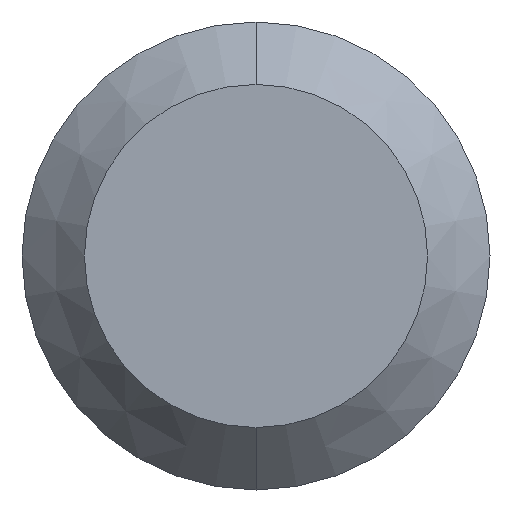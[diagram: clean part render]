
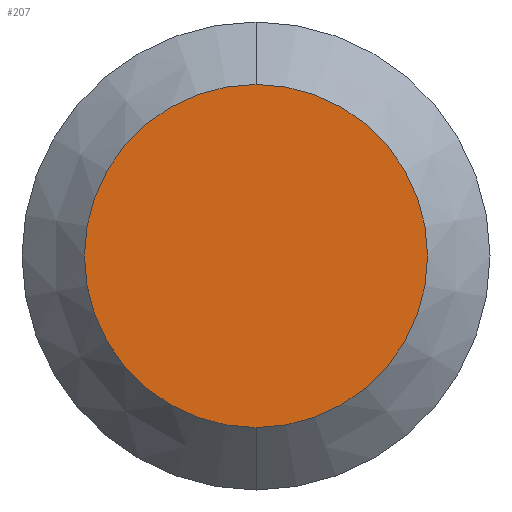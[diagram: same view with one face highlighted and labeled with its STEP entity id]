
A CAD part, front view. The second image highlights one B-rep face of the part: STEP entity #207.
In plain terms, the highlighted planar face has unit normal (0, -1, 0).
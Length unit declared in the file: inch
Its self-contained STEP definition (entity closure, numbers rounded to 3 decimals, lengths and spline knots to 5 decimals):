
#1 = DIRECTION ( 'NONE',  ( 0., -1., 0. ) ) ;
#6 = AXIS2_PLACEMENT_3D ( 'NONE', #91, #1, #214 ) ;
#30 = DIRECTION ( 'NONE',  ( 0., 0., 1. ) ) ;
#42 = EDGE_LOOP ( 'NONE', ( #55, #46 ) ) ;
#46 = ORIENTED_EDGE ( 'NONE', *, *, #144, .T. ) ;
#49 = DIRECTION ( 'NONE',  ( 0., -1., 0. ) ) ;
#55 = ORIENTED_EDGE ( 'NONE', *, *, #195, .T. ) ;
#59 = FACE_OUTER_BOUND ( 'NONE', #42, .T. ) ;
#75 = CARTESIAN_POINT ( 'NONE',  ( 0., -6., 0. ) ) ;
#81 = AXIS2_PLACEMENT_3D ( 'NONE', #75, #92, #120 ) ;
#91 = CARTESIAN_POINT ( 'NONE',  ( 0., -6., 0. ) ) ;
#92 = DIRECTION ( 'NONE',  ( 0., 1., 0. ) ) ;
#102 = CARTESIAN_POINT ( 'NONE',  ( 0., -6., -0.275 ) ) ;
#120 = DIRECTION ( 'NONE',  ( 0., 0., 1. ) ) ;
#129 = AXIS2_PLACEMENT_3D ( 'NONE', #141, #49, #30 ) ;
#132 = VERTEX_POINT ( 'NONE', #102 ) ;
#141 = CARTESIAN_POINT ( 'NONE',  ( 0., -6., 0. ) ) ;
#144 = EDGE_CURVE ( 'NONE', #132, #205, #220, .T. ) ;
#195 = EDGE_CURVE ( 'NONE', #205, #132, #204, .T. ) ;
#204 = CIRCLE ( 'NONE', #129, 0.275 ) ;
#205 = VERTEX_POINT ( 'NONE', #217 ) ;
#207 = ADVANCED_FACE ( 'NONE', ( #59 ), #211, .F. ) ;
#211 = PLANE ( 'NONE',  #81 ) ;
#214 = DIRECTION ( 'NONE',  ( 0., 0., 1. ) ) ;
#217 = CARTESIAN_POINT ( 'NONE',  ( 0., -6., 0.275 ) ) ;
#220 = CIRCLE ( 'NONE', #6, 0.275 ) ;
